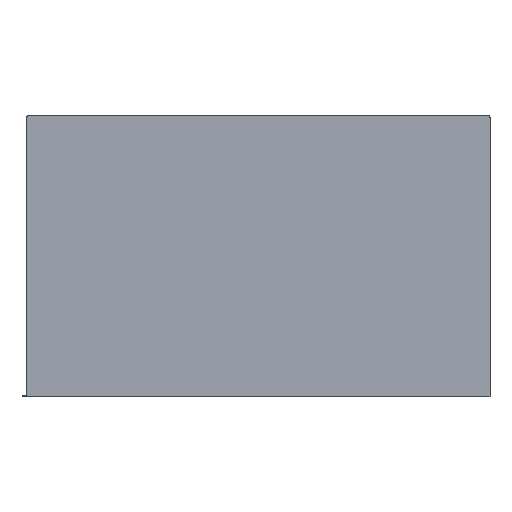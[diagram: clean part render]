
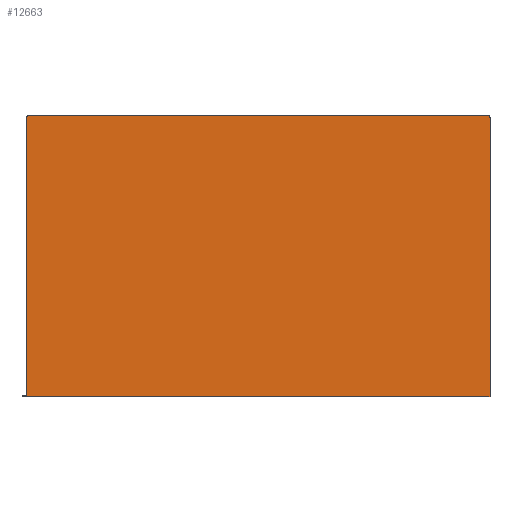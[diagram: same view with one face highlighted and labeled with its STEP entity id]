
A CAD part, left-side view. The second image highlights one B-rep face of the part: STEP entity #12663.
In plain terms, the highlighted planar face has unit normal (-1, 0, 0).
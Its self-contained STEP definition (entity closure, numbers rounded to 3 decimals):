
#198 = DIRECTION ( 'NONE',  ( 0., 1., 0. ) ) ;
#983 = AXIS2_PLACEMENT_3D ( 'NONE', #18459, #1277, #5942 ) ;
#989 = CARTESIAN_POINT ( 'NONE',  ( -495.2, -490., 596.8 ) ) ;
#1148 = LINE ( 'NONE', #1361, #11326 ) ;
#1243 = LINE ( 'NONE', #13802, #17016 ) ;
#1277 = DIRECTION ( 'NONE',  ( -1., 0., 0. ) ) ;
#1361 = CARTESIAN_POINT ( 'NONE',  ( -495.2, -495., 596.8 ) ) ;
#1379 = CARTESIAN_POINT ( 'NONE',  ( -495.2, 495., 596.8 ) ) ;
#2217 = PLANE ( 'NONE',  #983 ) ;
#3467 = LINE ( 'NONE', #8310, #18911 ) ;
#3754 = EDGE_CURVE ( 'NONE', #11928, #7655, #3467, .T. ) ;
#3867 = LINE ( 'NONE', #4178, #15160 ) ;
#3943 = CARTESIAN_POINT ( 'NONE',  ( -495.2, 490., 601.8 ) ) ;
#4178 = CARTESIAN_POINT ( 'NONE',  ( -495.2, 495., 0. ) ) ;
#4861 = DIRECTION ( 'NONE',  ( 1., 0., 0. ) ) ;
#5062 = CARTESIAN_POINT ( 'NONE',  ( -495.2, 495., 0. ) ) ;
#5569 = VERTEX_POINT ( 'NONE', #6679 ) ;
#5771 = VERTEX_POINT ( 'NONE', #1379 ) ;
#5792 = AXIS2_PLACEMENT_3D ( 'NONE', #15753, #4861, #198 ) ;
#5942 = DIRECTION ( 'NONE',  ( 0., 1., 0. ) ) ;
#6580 = AXIS2_PLACEMENT_3D ( 'NONE', #989, #10592, #16738 ) ;
#6627 = CARTESIAN_POINT ( 'NONE',  ( -495.2, -495., 0. ) ) ;
#6679 = CARTESIAN_POINT ( 'NONE',  ( -495.2, -495., 596.8 ) ) ;
#6738 = CARTESIAN_POINT ( 'NONE',  ( -495.2, -490., 601.8 ) ) ;
#7032 = EDGE_CURVE ( 'NONE', #7655, #5771, #3867, .T. ) ;
#7354 = DIRECTION ( 'NONE',  ( 0., 0., 1. ) ) ;
#7364 = VERTEX_POINT ( 'NONE', #6738 ) ;
#7443 = VERTEX_POINT ( 'NONE', #3943 ) ;
#7652 = DIRECTION ( 'NONE',  ( 0., -1., 0. ) ) ;
#7655 = VERTEX_POINT ( 'NONE', #5062 ) ;
#7999 = DIRECTION ( 'NONE',  ( 0., 1., 0. ) ) ;
#8310 = CARTESIAN_POINT ( 'NONE',  ( -495.2, -495., 0. ) ) ;
#8418 = CIRCLE ( 'NONE', #5792, 5. ) ;
#8550 = ORIENTED_EDGE ( 'NONE', *, *, #12356, .F. ) ;
#9885 = ORIENTED_EDGE ( 'NONE', *, *, #11382, .F. ) ;
#10237 = ORIENTED_EDGE ( 'NONE', *, *, #3754, .F. ) ;
#10592 = DIRECTION ( 'NONE',  ( 1., 0., 0. ) ) ;
#11017 = ORIENTED_EDGE ( 'NONE', *, *, #19358, .F. ) ;
#11326 = VECTOR ( 'NONE', #15165, 1000. ) ;
#11382 = EDGE_CURVE ( 'NONE', #7443, #7364, #1243, .T. ) ;
#11928 = VERTEX_POINT ( 'NONE', #6627 ) ;
#12356 = EDGE_CURVE ( 'NONE', #7364, #5569, #14117, .T. ) ;
#12663 = ADVANCED_FACE ( 'NONE', ( #13222 ), #2217, .T. ) ;
#13222 = FACE_OUTER_BOUND ( 'NONE', #18031, .T. ) ;
#13242 = ORIENTED_EDGE ( 'NONE', *, *, #7032, .F. ) ;
#13802 = CARTESIAN_POINT ( 'NONE',  ( -495.2, 490., 601.8 ) ) ;
#14117 = CIRCLE ( 'NONE', #6580, 5. ) ;
#15160 = VECTOR ( 'NONE', #7354, 1000. ) ;
#15165 = DIRECTION ( 'NONE',  ( 0., 0., -1. ) ) ;
#15753 = CARTESIAN_POINT ( 'NONE',  ( -495.2, 490., 596.8 ) ) ;
#15984 = ORIENTED_EDGE ( 'NONE', *, *, #16533, .F. ) ;
#16533 = EDGE_CURVE ( 'NONE', #5771, #7443, #8418, .T. ) ;
#16738 = DIRECTION ( 'NONE',  ( 0., 1., 0. ) ) ;
#17016 = VECTOR ( 'NONE', #7652, 1000. ) ;
#18031 = EDGE_LOOP ( 'NONE', ( #15984, #13242, #10237, #11017, #8550, #9885 ) ) ;
#18459 = CARTESIAN_POINT ( 'NONE',  ( -495.2, 490., 596.8 ) ) ;
#18911 = VECTOR ( 'NONE', #7999, 1000. ) ;
#19358 = EDGE_CURVE ( 'NONE', #5569, #11928, #1148, .T. ) ;
